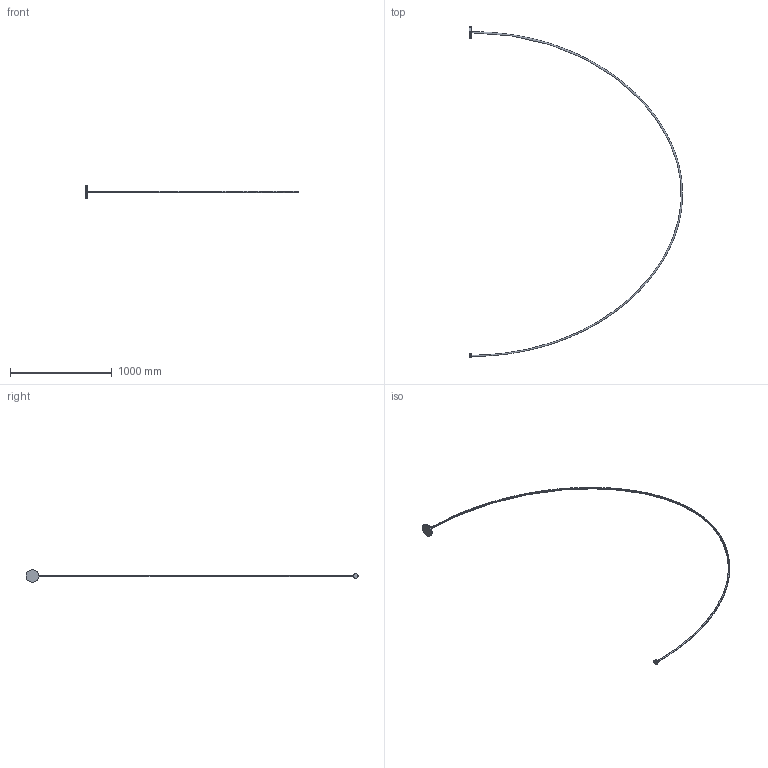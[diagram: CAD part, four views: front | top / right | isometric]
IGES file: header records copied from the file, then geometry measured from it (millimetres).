
Start section: SolidWorks IGES file using analytic representation for surfaces
Global section: file name: POLEL3 - Pole 03 Surface to Surface - 5 Sections.igs; native system: SolidWorks 2015; preprocessor: SolidWorks 2015; author: Design; date: 190925.140355; units: inch
Bounding box: 2092.1 x 3260.36 x 125 mm (x, y, z)
Volume: 960197.1 mm3; surface area: 283788.6 mm2
Topology: 1 solids, 1 shells, 16 faces, 32 edges, 20 vertices
Faces by surface type: revolution 8, plane 4, bspline 4
